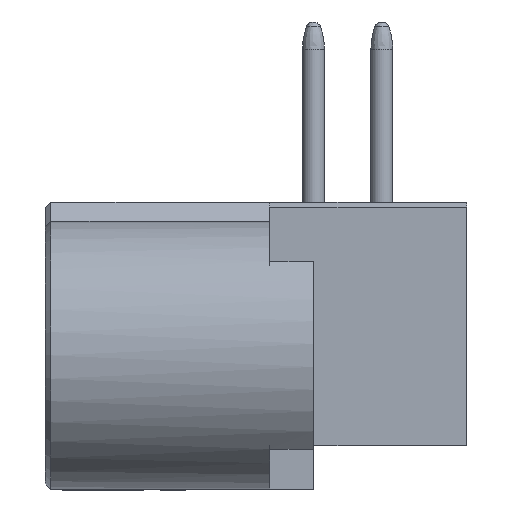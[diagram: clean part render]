
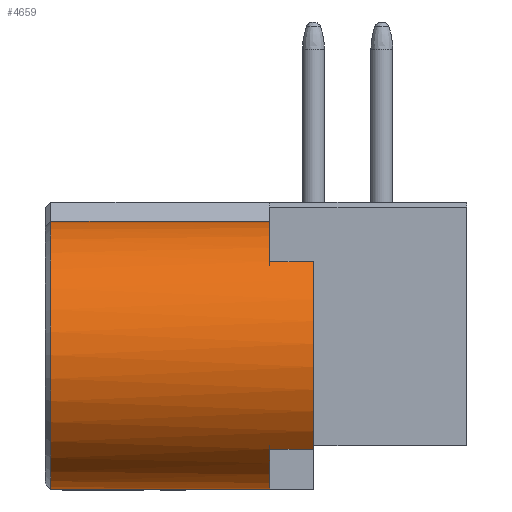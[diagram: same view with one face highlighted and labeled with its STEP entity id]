
A CAD part, left-side view. The second image highlights one B-rep face of the part: STEP entity #4659.
In plain terms, the highlighted cylindrical face has radius 2.45 mm (diameter 4.9 mm), a partial arc.
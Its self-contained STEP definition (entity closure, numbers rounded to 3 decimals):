
#647=DIRECTION('',(0.,1.,0.));
#648=VECTOR('',#647,4.);
#649=CARTESIAN_POINT('',(-5.15,-1.1,2.45));
#650=LINE('',#649,#648);
#815=CARTESIAN_POINT('',(-5.15,2.9,0.));
#816=DIRECTION('',(0.,1.,0.));
#817=DIRECTION('',(0.,0.,-1.));
#818=AXIS2_PLACEMENT_3D('',#815,#816,#817);
#823=CARTESIAN_POINT('',(-5.15,-1.1,0.));
#824=DIRECTION('',(0.,-1.,0.));
#825=DIRECTION('',(0.,0.,1.));
#826=AXIS2_PLACEMENT_3D('',#823,#824,#825);
#831=DIRECTION('',(0.,-1.,0.));
#832=VECTOR('',#831,0.8);
#833=CARTESIAN_POINT('',(-6.9,-1.1,1.715));
#834=LINE('',#833,#832);
#838=DIRECTION('',(0.,-1.,0.));
#839=VECTOR('',#838,0.8);
#840=CARTESIAN_POINT('',(-6.9,-1.1,-1.715));
#841=LINE('',#840,#839);
#845=CARTESIAN_POINT('',(-5.15,-1.1,0.));
#846=DIRECTION('',(0.,-1.,0.));
#847=DIRECTION('',(-0.714,0.,-0.7));
#848=AXIS2_PLACEMENT_3D('',#845,#846,#847);
#966=CARTESIAN_POINT('',(-5.15,-1.9,0.));
#967=DIRECTION('',(0.,-1.,0.));
#968=DIRECTION('',(-0.714,0.,0.7));
#969=AXIS2_PLACEMENT_3D('',#966,#967,#968);
#1201=DIRECTION('',(0.,-1.,0.));
#1202=VECTOR('',#1201,4.);
#1203=CARTESIAN_POINT('',(-5.15,2.9,
-2.45));
#1204=LINE('',#1203,#1202);
#3690=CARTESIAN_POINT('',(-5.15,2.9,-2.45));
#3691=CARTESIAN_POINT('',(-5.15,2.9,2.45));
#3692=VERTEX_POINT('',#3690);
#3693=VERTEX_POINT('',#3691);
#3755=CARTESIAN_POINT('',(-5.15,-1.1,-2.45));
#3757=VERTEX_POINT('',#3755);
#3764=CARTESIAN_POINT('',(-5.15,-1.1,2.45));
#3765=CARTESIAN_POINT('',(-6.9,-1.1,1.715));
#3766=VERTEX_POINT('',#3764);
#3767=VERTEX_POINT('',#3765);
#3768=CARTESIAN_POINT('',(-6.9,-1.1,-1.715));
#3769=VERTEX_POINT('',#3768);
#3778=CARTESIAN_POINT('',(-6.9,-1.9,1.715));
#3779=CARTESIAN_POINT('',(-6.9,-1.9,-1.715));
#3780=VERTEX_POINT('',#3778);
#3781=VERTEX_POINT('',#3779);
#4639=CARTESIAN_POINT('',(-5.15,-1.9,0.));
#4640=DIRECTION('',(0.,-1.,0.));
#4641=DIRECTION('',(1.,0.,0.));
#4642=AXIS2_PLACEMENT_3D('',#4639,#4640,#4641);
#4643=CYLINDRICAL_SURFACE('',#4642,2.45);
#4645=ORIENTED_EDGE('',*,*,#4644,.T.);
#4646=ORIENTED_EDGE('',*,*,#4574,.F.);
#4647=ORIENTED_EDGE('',*,*,#4477,.T.);
#4649=ORIENTED_EDGE('',*,*,#4648,.T.);
#4651=ORIENTED_EDGE('',*,*,#4650,.T.);
#4653=ORIENTED_EDGE('',*,*,#4652,.F.);
#4654=ORIENTED_EDGE('',*,*,#4473,.T.);
#4656=ORIENTED_EDGE('',*,*,#4655,.F.);
#4657=EDGE_LOOP('',(#4645,#4646,#4647,#4649,#4651,#4653,#4654,#4656));
#4658=FACE_OUTER_BOUND('',#4657,.F.);
#4659=ADVANCED_FACE('',(#4658),#4643,.T.);
#819=CIRCLE('',#818,2.45);
#827=CIRCLE('',#826,2.45);
#849=CIRCLE('',#848,2.45);
#970=CIRCLE('',#969,2.45);
#4473=EDGE_CURVE('',#3769,#3757,#849,.T.);
#4477=EDGE_CURVE('',#3766,#3767,#827,.T.);
#4574=EDGE_CURVE('',#3766,#3693,#650,.T.);
#4644=EDGE_CURVE('',#3692,#3693,#819,.T.);
#4648=EDGE_CURVE('',#3767,#3780,#834,.T.);
#4650=EDGE_CURVE('',#3780,#3781,#970,.T.);
#4652=EDGE_CURVE('',#3769,#3781,#841,.T.);
#4655=EDGE_CURVE('',#3692,#3757,#1204,.T.);
